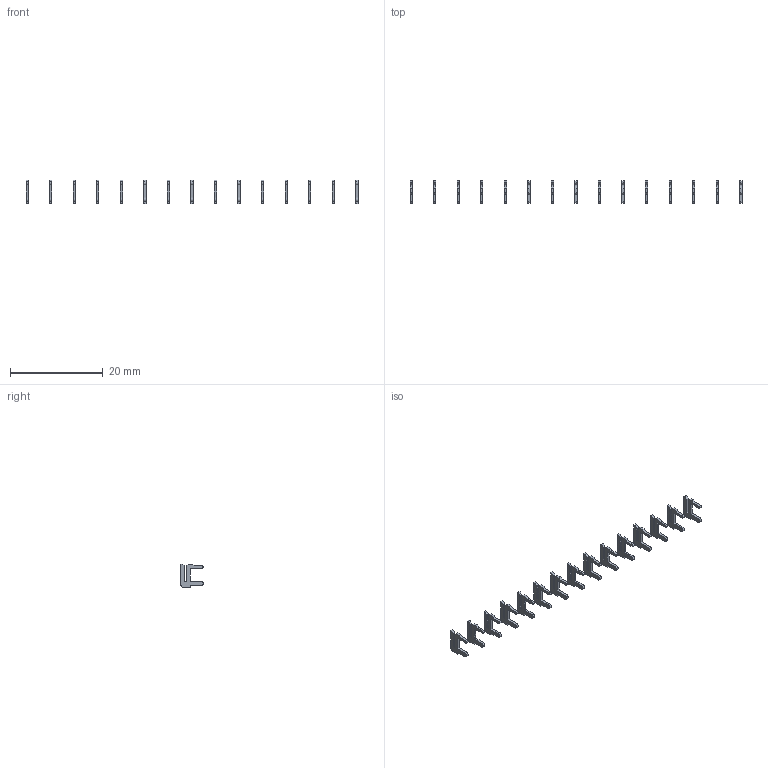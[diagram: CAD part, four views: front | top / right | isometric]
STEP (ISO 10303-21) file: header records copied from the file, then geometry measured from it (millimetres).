
FILE_DESCRIPTION (( 'STEP AP203' ), '1' );
FILE_NAME ('105-015-208-200.STEP', '2020-04-07T22:43:35', ( '' ), ( '' ), 'SwSTEP 2.0', 'SolidWorks 2016', '' );
FILE_SCHEMA (( 'CONFIG_CONTROL_DESIGN' ));
Length unit declared in the file: inch
Products named in the file (2): 100-290-001_100-290-208; 105-015-208-200
Assembly tree (15 placements, depth 2):
  105-015-208-200
    100-290-001_100-290-208  x15
Bounding box: 71.63 x 4.83 x 5.17 mm (x, y, z)
Volume: 103.2 mm3; surface area: 637.4 mm2
Topology: 15 solids, 15 shells, 375 faces, 1035 edges, 690 vertices
Faces by surface type: plane 330, cylinder 45
Entity records: 1437 total; most frequent: DIRECTION 161, CARTESIAN_POINT 158, ORIENTED_EDGE 138, EDGE_CURVE 69, VECTOR 63, LINE 63, AXIS2_PLACEMENT_3D 49, VERTEX_POINT 46
